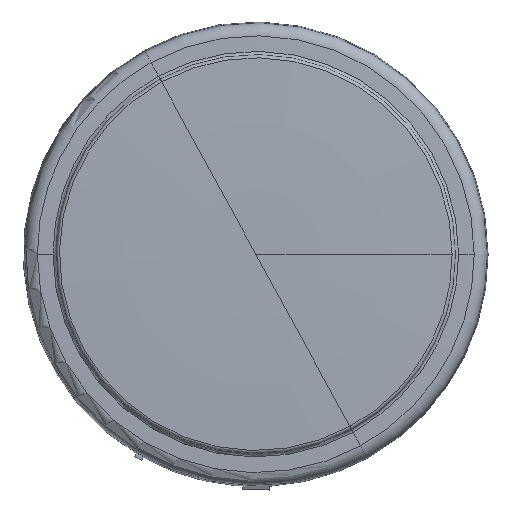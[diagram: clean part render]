
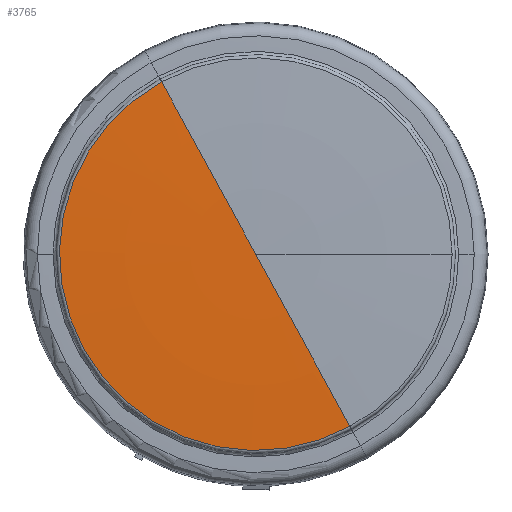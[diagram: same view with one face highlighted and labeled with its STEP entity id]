
A CAD part, top view. The second image highlights one B-rep face of the part: STEP entity #3765.
In plain terms, the highlighted toroidal (fillet/blend) face has major radius 4.584 mm and minor radius 615.821 mm.
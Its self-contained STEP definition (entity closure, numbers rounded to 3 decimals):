
#16 = FACE_OUTER_BOUND ( 'NONE', #1347, .T. ) ;
#173 = DIRECTION ( 'NONE',  ( 0.479, -0.878, 0. ) ) ;
#311 = CARTESIAN_POINT ( 'NONE',  ( -14.18, 25.956, 13.01 ) ) ;
#384 = VERTEX_POINT ( 'NONE', #311 ) ;
#393 = AXIS2_PLACEMENT_3D ( 'NONE', #464, #3201, #173 ) ;
#460 = CIRCLE ( 'NONE', #393, 615.821 ) ;
#464 = CARTESIAN_POINT ( 'NONE',  ( 2.198, -4.023, -602.304 ) ) ;
#486 = AXIS2_PLACEMENT_3D ( 'NONE', #1404, #4061, #2990 ) ;
#632 = VERTEX_POINT ( 'NONE', #2304 ) ;
#681 = CIRCLE ( 'NONE', #3132, 29.577 ) ;
#847 = DIRECTION ( 'NONE',  ( 0., 0., 1. ) ) ;
#1029 = AXIS2_PLACEMENT_3D ( 'NONE', #1892, #3521, #3241 ) ;
#1347 = EDGE_LOOP ( 'NONE', ( #2774, #1440, #3699 ) ) ;
#1404 = CARTESIAN_POINT ( 'NONE',  ( 0., 0., -602.304 ) ) ;
#1440 = ORIENTED_EDGE ( 'NONE', *, *, #4124, .F. ) ;
#1751 = DIRECTION ( 'NONE',  ( 1., 0., 0. ) ) ;
#1892 = CARTESIAN_POINT ( 'NONE',  ( -2.198, 4.023, -602.304 ) ) ;
#2029 = VERTEX_POINT ( 'NONE', #2284 ) ;
#2284 = CARTESIAN_POINT ( 'NONE',  ( 14.18, -25.956, 13.01 ) ) ;
#2304 = CARTESIAN_POINT ( 'NONE',  ( 0., 0., 13.5 ) ) ;
#2774 = ORIENTED_EDGE ( 'NONE', *, *, #3113, .T. ) ;
#2990 = DIRECTION ( 'NONE',  ( 1., 0., 0. ) ) ;
#3113 = EDGE_CURVE ( 'NONE', #2029, #632, #460, .T. ) ;
#3132 = AXIS2_PLACEMENT_3D ( 'NONE', #4127, #847, #1751 ) ;
#3201 = DIRECTION ( 'NONE',  ( -0.878, -0.479, 0. ) ) ;
#3241 = DIRECTION ( 'NONE',  ( -0.479, 0.878, 0. ) ) ;
#3521 = DIRECTION ( 'NONE',  ( 0.878, 0.479, 0. ) ) ;
#3557 = CIRCLE ( 'NONE', #1029, 615.821 ) ;
#3699 = ORIENTED_EDGE ( 'NONE', *, *, #3917, .T. ) ;
#3765 = ADVANCED_FACE ( 'NONE', ( #16 ), #4040, .T. ) ;
#3917 = EDGE_CURVE ( 'NONE', #384, #2029, #681, .T. ) ;
#4040 = TOROIDAL_SURFACE ( 'NONE', #486, 4.584, 615.821 ) ;
#4061 = DIRECTION ( 'NONE',  ( 0., 0., 1. ) ) ;
#4124 = EDGE_CURVE ( 'NONE', #384, #632, #3557, .T. ) ;
#4127 = CARTESIAN_POINT ( 'NONE',  ( 0., 0., 13.01 ) ) ;
